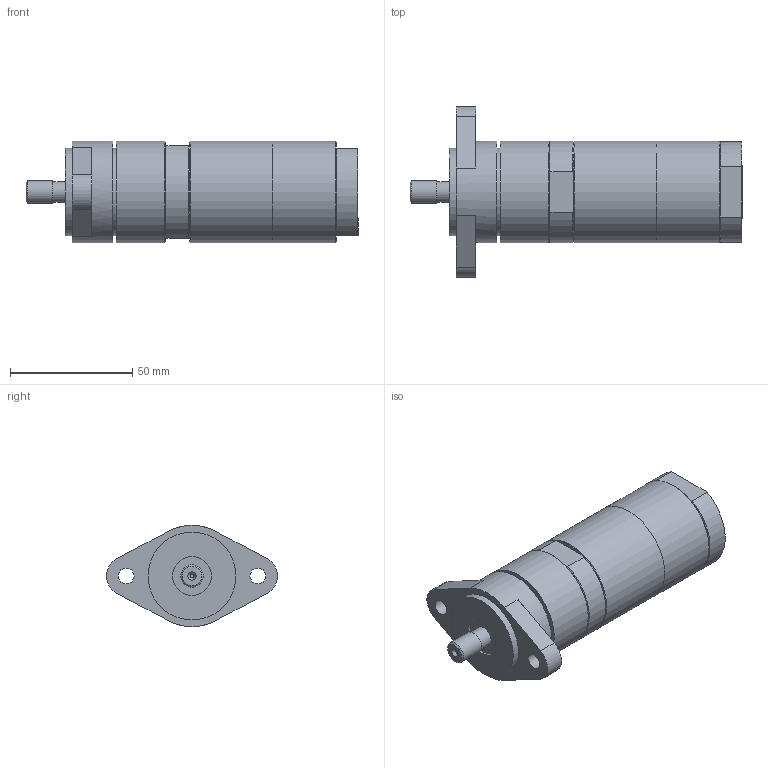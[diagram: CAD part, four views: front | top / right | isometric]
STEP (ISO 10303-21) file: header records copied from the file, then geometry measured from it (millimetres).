
FILE_DESCRIPTION(/* description */ (''),/* implementation_level */ '2;1');
FILE_NAME(/* name */ 'MRD 38-2600 3-8_29924167.stp',/* time_stamp */ '2018-06-05T14:43:47+02:00',/* author */ ('FLambert'),/* organization */ (''),/* preprocessor_version */ 'ST-DEVELOPER v17',/* originating_system */ 'Autodesk Inventor 2018',/* authorisation */ '');
FILE_SCHEMA (('AUTOMOTIVE_DESIGN { 1 0 10303 214 3 1 1 }'));
Length unit declared in the file: millimetre
Products named in the file (1): MRD 38-2600 3-8_29924167
Bounding box: 136 x 69.94 x 41.5 mm (x, y, z)
Volume: 162477.3 mm3; surface area: 22056.6 mm2
Topology: 1 solids, 1 shells, 144 faces, 378 edges, 251 vertices
Faces by surface type: plane 98, cylinder 21, cone 18, bspline 7
Full cylindrical faces by diameter (mm): 1.6 x1, 4 x1, 6.5 x2, 8.382 x1, 9.252 x1, 11.445 x2, 16 x1, 36 x2, 41.5 x4
Entity records: 4684 total; most frequent: CARTESIAN_POINT 931, ORIENTED_EDGE 752, DIRECTION 709, EDGE_CURVE 376, VERTEX_POINT 251, LINE 243, VECTOR 243, AXIS2_PLACEMENT_3D 233
